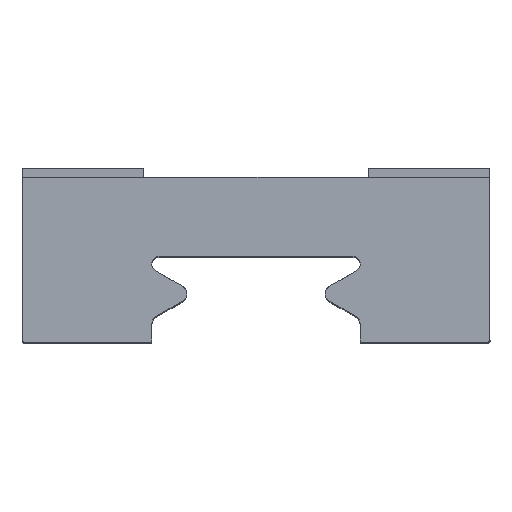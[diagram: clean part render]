
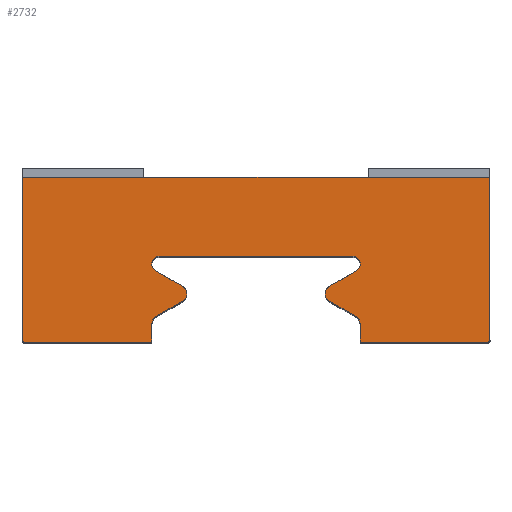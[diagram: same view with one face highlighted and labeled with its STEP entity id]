
A CAD part, top view. The second image highlights one B-rep face of the part: STEP entity #2732.
In plain terms, the highlighted planar face has unit normal (0, 0, 1).
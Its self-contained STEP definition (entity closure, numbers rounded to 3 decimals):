
#148=CIRCLE('',#2944,0.44);
#150=CIRCLE('',#2949,0.44);
#152=CIRCLE('',#2953,0.5);
#154=CIRCLE('',#2957,0.5);
#156=CIRCLE('',#2967,0.5);
#158=CIRCLE('',#2971,0.5);
#159=CIRCLE('',#2973,0.1);
#160=CIRCLE('',#2974,0.1);
#161=CIRCLE('',#2975,0.1);
#162=CIRCLE('',#2976,0.1);
#296=FACE_OUTER_BOUND('',#440,.T.);
#440=EDGE_LOOP('',(#2193,#2194,#2195,#2196,#2197,#2198,#2199,#2200,#2201,
#2202,#2203,#2204,#2205,#2206,#2207,#2208,#2209,#2210,#2211,#2212,#2213,
#2214,#2215));
#643=LINE('',#4299,#911);
#648=LINE('',#4312,#916);
#651=LINE('',#4318,#919);
#655=LINE('',#4330,#923);
#659=LINE('',#4342,#927);
#663=LINE('',#4354,#931);
#666=LINE('',#4360,#934);
#667=LINE('',#4364,#935);
#671=LINE('',#4373,#939);
#677=LINE('',#4386,#945);
#679=LINE('',#4391,#947);
#685=LINE('',#4402,#953);
#689=LINE('',#4414,#957);
#911=VECTOR('',#3527,1.797);
#916=VECTOR('',#3540,5.586);
#919=VECTOR('',#3545,5.586);
#923=VECTOR('',#3557,1.797);
#927=VECTOR('',#3569,1.713);
#931=VECTOR('',#3581,1.057);
#934=VECTOR('',#3586,7.4);
#935=VECTOR('',#3589,9.301);
#939=VECTOR('',#3595,26.8);
#945=VECTOR('',#3603,9.301);
#947=VECTOR('',#3607,7.4);
#953=VECTOR('',#3615,1.057);
#957=VECTOR('',#3627,1.713);
#1169=VERTEX_POINT('',#4296);
#1170=VERTEX_POINT('',#4298);
#1172=VERTEX_POINT('',#4304);
#1174=VERTEX_POINT('',#4310);
#1176=VERTEX_POINT('',#4316);
#1178=VERTEX_POINT('',#4322);
#1180=VERTEX_POINT('',#4328);
#1182=VERTEX_POINT('',#4334);
#1184=VERTEX_POINT('',#4340);
#1186=VERTEX_POINT('',#4346);
#1188=VERTEX_POINT('',#4352);
#1190=VERTEX_POINT('',#4358);
#1191=VERTEX_POINT('',#4362);
#1192=VERTEX_POINT('',#4363);
#1195=VERTEX_POINT('',#4371);
#1196=VERTEX_POINT('',#4372);
#1201=VERTEX_POINT('',#4383);
#1202=VERTEX_POINT('',#4385);
#1203=VERTEX_POINT('',#4389);
#1204=VERTEX_POINT('',#4390);
#1208=VERTEX_POINT('',#4400);
#1210=VERTEX_POINT('',#4406);
#1212=VERTEX_POINT('',#4412);
#1501=EDGE_CURVE('',#1169,#1170,#643,.T.);
#1505=EDGE_CURVE('',#1169,#1172,#148,.F.);
#1508=EDGE_CURVE('',#1174,#1172,#648,.T.);
#1511=EDGE_CURVE('',#1174,#1176,#651,.T.);
#1514=EDGE_CURVE('',#1178,#1176,#150,.T.);
#1517=EDGE_CURVE('',#1178,#1180,#655,.T.);
#1520=EDGE_CURVE('',#1180,#1182,#152,.T.);
#1523=EDGE_CURVE('',#1182,#1184,#659,.T.);
#1526=EDGE_CURVE('',#1186,#1184,#154,.T.);
#1529=EDGE_CURVE('',#1186,#1188,#663,.T.);
#1532=EDGE_CURVE('',#1188,#1190,#666,.T.);
#1533=EDGE_CURVE('',#1191,#1192,#667,.T.);
#1537=EDGE_CURVE('',#1195,#1196,#671,.T.);
#1543=EDGE_CURVE('',#1201,#1202,#677,.T.);
#1545=EDGE_CURVE('',#1203,#1204,#679,.T.);
#1551=EDGE_CURVE('',#1208,#1203,#685,.T.);
#1554=EDGE_CURVE('',#1208,#1210,#156,.F.);
#1557=EDGE_CURVE('',#1212,#1210,#689,.T.);
#1559=EDGE_CURVE('',#1170,#1212,#158,.F.);
#1560=EDGE_CURVE('',#1190,#1192,#159,.T.);
#1561=EDGE_CURVE('',#1191,#1196,#160,.T.);
#1562=EDGE_CURVE('',#1195,#1202,#161,.T.);
#1563=EDGE_CURVE('',#1201,#1204,#162,.T.);
#2193=ORIENTED_EDGE('',*,*,#1532,.T.);
#2194=ORIENTED_EDGE('',*,*,#1560,.T.);
#2195=ORIENTED_EDGE('',*,*,#1533,.F.);
#2196=ORIENTED_EDGE('',*,*,#1561,.T.);
#2197=ORIENTED_EDGE('',*,*,#1537,.F.);
#2198=ORIENTED_EDGE('',*,*,#1562,.T.);
#2199=ORIENTED_EDGE('',*,*,#1543,.F.);
#2200=ORIENTED_EDGE('',*,*,#1563,.T.);
#2201=ORIENTED_EDGE('',*,*,#1545,.F.);
#2202=ORIENTED_EDGE('',*,*,#1551,.F.);
#2203=ORIENTED_EDGE('',*,*,#1554,.T.);
#2204=ORIENTED_EDGE('',*,*,#1557,.F.);
#2205=ORIENTED_EDGE('',*,*,#1559,.F.);
#2206=ORIENTED_EDGE('',*,*,#1501,.F.);
#2207=ORIENTED_EDGE('',*,*,#1505,.T.);
#2208=ORIENTED_EDGE('',*,*,#1508,.F.);
#2209=ORIENTED_EDGE('',*,*,#1511,.T.);
#2210=ORIENTED_EDGE('',*,*,#1514,.F.);
#2211=ORIENTED_EDGE('',*,*,#1517,.T.);
#2212=ORIENTED_EDGE('',*,*,#1520,.T.);
#2213=ORIENTED_EDGE('',*,*,#1523,.T.);
#2214=ORIENTED_EDGE('',*,*,#1526,.F.);
#2215=ORIENTED_EDGE('',*,*,#1529,.T.);
#2461=PLANE('',#2972);
#2732=ADVANCED_FACE('',(#296),#2461,.T.);
#2944=AXIS2_PLACEMENT_3D('',#4306,#3534,#3535);
#2949=AXIS2_PLACEMENT_3D('',#4324,#3551,#3552);
#2953=AXIS2_PLACEMENT_3D('',#4336,#3563,#3564);
#2957=AXIS2_PLACEMENT_3D('',#4348,#3575,#3576);
#2967=AXIS2_PLACEMENT_3D('',#4408,#3621,#3622);
#2971=AXIS2_PLACEMENT_3D('',#4417,#3632,#3633);
#2972=AXIS2_PLACEMENT_3D('',#4418,#3634,#3635);
#2973=AXIS2_PLACEMENT_3D('',#4419,#3636,#3637);
#2974=AXIS2_PLACEMENT_3D('',#4420,#3638,#3639);
#2975=AXIS2_PLACEMENT_3D('',#4421,#3640,#3641);
#2976=AXIS2_PLACEMENT_3D('',#4422,#3642,#3643);
#3527=DIRECTION('',(0.866,-0.5,0.));
#3534=DIRECTION('center_axis',(0.,0.,1.));
#3535=DIRECTION('ref_axis',(1.,0.,0.));
#3540=DIRECTION('',(-1.,0.,0.));
#3545=DIRECTION('',(1.,0.,0.));
#3551=DIRECTION('center_axis',(0.,0.,1.));
#3552=DIRECTION('ref_axis',(1.,0.,0.));
#3557=DIRECTION('',(-0.866,-0.5,0.));
#3563=DIRECTION('center_axis',(0.,0.,1.));
#3564=DIRECTION('ref_axis',(1.,0.,0.));
#3569=DIRECTION('',(0.866,-0.5,0.));
#3575=DIRECTION('center_axis',(0.,0.,1.));
#3576=DIRECTION('ref_axis',(1.,0.,0.));
#3581=DIRECTION('',(0.,-1.,0.));
#3586=DIRECTION('',(1.,0.,0.));
#3589=DIRECTION('',(0.,-1.,0.));
#3595=DIRECTION('',(1.,0.,0.));
#3603=DIRECTION('',(0.,1.,0.));
#3607=DIRECTION('',(-1.,0.,0.));
#3615=DIRECTION('',(0.,-1.,0.));
#3621=DIRECTION('center_axis',(0.,0.,1.));
#3622=DIRECTION('ref_axis',(1.,0.,0.));
#3627=DIRECTION('',(-0.866,-0.5,0.));
#3632=DIRECTION('center_axis',(0.,0.,1.));
#3633=DIRECTION('ref_axis',(1.,0.,0.));
#3634=DIRECTION('center_axis',(0.,0.,1.));
#3635=DIRECTION('ref_axis',(1.,0.,0.));
#3636=DIRECTION('center_axis',(0.,0.,1.));
#3637=DIRECTION('ref_axis',(1.,0.,0.));
#3638=DIRECTION('center_axis',(0.,0.,1.));
#3639=DIRECTION('ref_axis',(1.,0.,0.));
#3640=DIRECTION('center_axis',(0.,0.,1.));
#3641=DIRECTION('ref_axis',(1.,0.,0.));
#3642=DIRECTION('center_axis',(0.,0.,1.));
#3643=DIRECTION('ref_axis',(1.,0.,0.));
#4296=CARTESIAN_POINT('',(0.194,11.177,282.61));
#4298=CARTESIAN_POINT('',(1.751,10.279,282.61));
#4299=CARTESIAN_POINT('',(0.194,11.177,282.61));
#4304=CARTESIAN_POINT('',(0.414,11.998,282.61));
#4306=CARTESIAN_POINT('Origin',(0.414,11.558,282.61));
#4310=CARTESIAN_POINT('',(6.,12.,282.61));
#4312=CARTESIAN_POINT('',(6.,12.,282.61));
#4316=CARTESIAN_POINT('',(11.586,11.998,282.61));
#4318=CARTESIAN_POINT('',(6.,12.,282.61));
#4322=CARTESIAN_POINT('',(11.806,11.177,282.61));
#4324=CARTESIAN_POINT('Origin',(11.586,11.558,282.61));
#4328=CARTESIAN_POINT('',(10.25,10.279,282.61));
#4330=CARTESIAN_POINT('',(11.806,11.177,282.61));
#4334=CARTESIAN_POINT('',(10.25,9.413,282.61));
#4336=CARTESIAN_POINT('Origin',(10.5,9.846,282.61));
#4340=CARTESIAN_POINT('',(11.734,8.557,282.61));
#4342=CARTESIAN_POINT('',(10.25,9.413,282.61));
#4346=CARTESIAN_POINT('',(12.001,8.114,282.61));
#4348=CARTESIAN_POINT('Origin',(11.5,8.114,282.61));
#4352=CARTESIAN_POINT('',(12.001,7.057,282.61));
#4354=CARTESIAN_POINT('',(12.001,8.114,282.61));
#4358=CARTESIAN_POINT('',(19.4,7.057,282.61));
#4360=CARTESIAN_POINT('',(12.001,7.057,282.61));
#4362=CARTESIAN_POINT('',(19.5,16.457,282.61));
#4363=CARTESIAN_POINT('',(19.5,7.157,282.61));
#4364=CARTESIAN_POINT('',(19.5,16.457,282.61));
#4371=CARTESIAN_POINT('',(-7.4,16.557,282.61));
#4372=CARTESIAN_POINT('',(19.4,16.557,282.61));
#4373=CARTESIAN_POINT('',(-7.4,16.557,282.61));
#4383=CARTESIAN_POINT('',(-7.5,7.157,282.61));
#4385=CARTESIAN_POINT('',(-7.5,16.457,282.61));
#4386=CARTESIAN_POINT('',(-7.5,7.157,282.61));
#4389=CARTESIAN_POINT('',(0.,7.057,282.61));
#4390=CARTESIAN_POINT('',(-7.4,7.057,282.61));
#4391=CARTESIAN_POINT('',(0.,7.057,282.61));
#4400=CARTESIAN_POINT('',(0.,8.114,282.61));
#4402=CARTESIAN_POINT('',(0.,8.114,282.61));
#4406=CARTESIAN_POINT('',(0.266,8.557,282.61));
#4408=CARTESIAN_POINT('Origin',(0.5,8.114,282.61));
#4412=CARTESIAN_POINT('',(1.75,9.413,282.61));
#4414=CARTESIAN_POINT('',(1.75,9.413,282.61));
#4417=CARTESIAN_POINT('Origin',(1.5,9.846,282.61));
#4418=CARTESIAN_POINT('Origin',(0.002,0.,
282.61));
#4419=CARTESIAN_POINT('Origin',(19.4,7.157,282.61));
#4420=CARTESIAN_POINT('Origin',(19.4,16.457,282.61));
#4421=CARTESIAN_POINT('Origin',(-7.4,16.457,282.61));
#4422=CARTESIAN_POINT('Origin',(-7.4,7.157,282.61));
